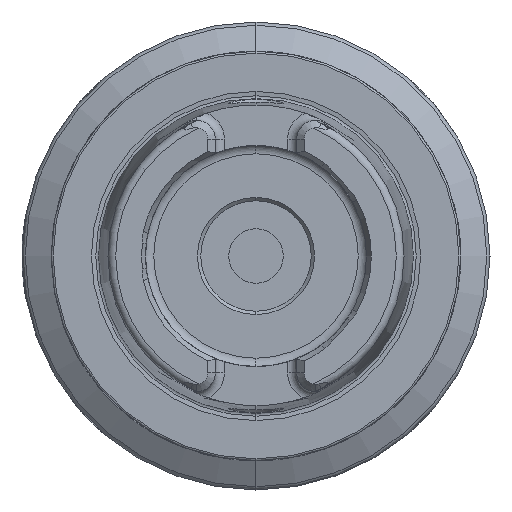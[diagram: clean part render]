
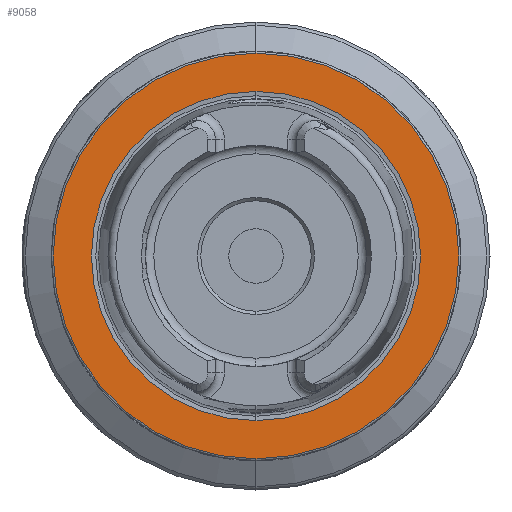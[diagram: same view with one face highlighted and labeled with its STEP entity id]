
A CAD part, left-side view. The second image highlights one B-rep face of the part: STEP entity #9058.
In plain terms, the highlighted planar face has unit normal (-1, 0, 0).
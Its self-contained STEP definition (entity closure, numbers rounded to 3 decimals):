
#349 = CARTESIAN_POINT ( 'NONE',  ( 0., 0., 31.2 ) ) ;
#350 = CARTESIAN_POINT ( 'NONE',  ( 0., 0., -31.2 ) ) ;
#355 = CARTESIAN_POINT ( 'NONE',  ( 0., 0., -25.324 ) ) ;
#356 = CARTESIAN_POINT ( 'NONE',  ( 0., 0., 25.324 ) ) ;
#1047 = EDGE_LOOP ( 'NONE', ( #13092, #13093 ) ) ;
#1156 = EDGE_LOOP ( 'NONE', ( #13090, #13091 ) ) ;
#3536 = DIRECTION ( 'NONE',  ( 0., 0., 1. ) ) ;
#3537 = DIRECTION ( 'NONE',  ( -1., 0., 0. ) ) ;
#3539 = CARTESIAN_POINT ( 'NONE',  ( 0., 0., 0. ) ) ;
#3540 = DIRECTION ( 'NONE',  ( 0., 0., 1. ) ) ;
#3541 = DIRECTION ( 'NONE',  ( -1., 0., 0. ) ) ;
#3542 = CARTESIAN_POINT ( 'NONE',  ( 0., 0., 0. ) ) ;
#5843 = DIRECTION ( 'NONE',  ( 0., 0., -1. ) ) ;
#5845 = PLANE ( 'NONE',  #7043 ) ;
#5847 = FACE_OUTER_BOUND ( 'NONE', #1047, .T. ) ;
#5849 = CARTESIAN_POINT ( 'NONE',  ( 0., 31.2, 0. ) ) ;
#5854 = DIRECTION ( 'NONE',  ( 1., 0., 0. ) ) ;
#5856 = FACE_BOUND ( 'NONE', #1156, .T. ) ;
#7043 = AXIS2_PLACEMENT_3D ( 'NONE', #5849, #5854, #5843 ) ;
#7242 = EDGE_CURVE ( 'NONE', #13438, #13437, #11131, .T. ) ;
#7246 = EDGE_CURVE ( 'NONE', #13433, #13432, #11142, .T. ) ;
#8915 = EDGE_CURVE ( 'NONE', #13432, #13433, #12529, .T. ) ;
#8916 = EDGE_CURVE ( 'NONE', #13437, #13438, #12531, .T. ) ;
#9058 = ADVANCED_FACE ( 'NONE', ( #5856, #5847 ), #5845, .F. ) ;
#9986 = DIRECTION ( 'NONE',  ( 0., 0., 1. ) ) ;
#9988 = DIRECTION ( 'NONE',  ( -1., 0., 0. ) ) ;
#9989 = CARTESIAN_POINT ( 'NONE',  ( 0., 0., 0. ) ) ;
#10011 = DIRECTION ( 'NONE',  ( 0., 0., 1. ) ) ;
#10013 = DIRECTION ( 'NONE',  ( -1., 0., 0. ) ) ;
#10015 = CARTESIAN_POINT ( 'NONE',  ( 0., 0., 0. ) ) ;
#11131 = CIRCLE ( 'NONE', #11136, 31.2 ) ;
#11136 = AXIS2_PLACEMENT_3D ( 'NONE', #10015, #10013, #10011 ) ;
#11142 = CIRCLE ( 'NONE', #11147, 25.324 ) ;
#11147 = AXIS2_PLACEMENT_3D ( 'NONE', #9989, #9988, #9986 ) ;
#12529 = CIRCLE ( 'NONE', #12532, 25.324 ) ;
#12531 = CIRCLE ( 'NONE', #12534, 31.2 ) ;
#12532 = AXIS2_PLACEMENT_3D ( 'NONE', #3542, #3541, #3540 ) ;
#12534 = AXIS2_PLACEMENT_3D ( 'NONE', #3539, #3537, #3536 ) ;
#13090 = ORIENTED_EDGE ( 'NONE', *, *, #8915, .F. ) ;
#13091 = ORIENTED_EDGE ( 'NONE', *, *, #7246, .F. ) ;
#13092 = ORIENTED_EDGE ( 'NONE', *, *, #7242, .T. ) ;
#13093 = ORIENTED_EDGE ( 'NONE', *, *, #8916, .T. ) ;
#13432 = VERTEX_POINT ( 'NONE', #356 ) ;
#13433 = VERTEX_POINT ( 'NONE', #355 ) ;
#13437 = VERTEX_POINT ( 'NONE', #350 ) ;
#13438 = VERTEX_POINT ( 'NONE', #349 ) ;
